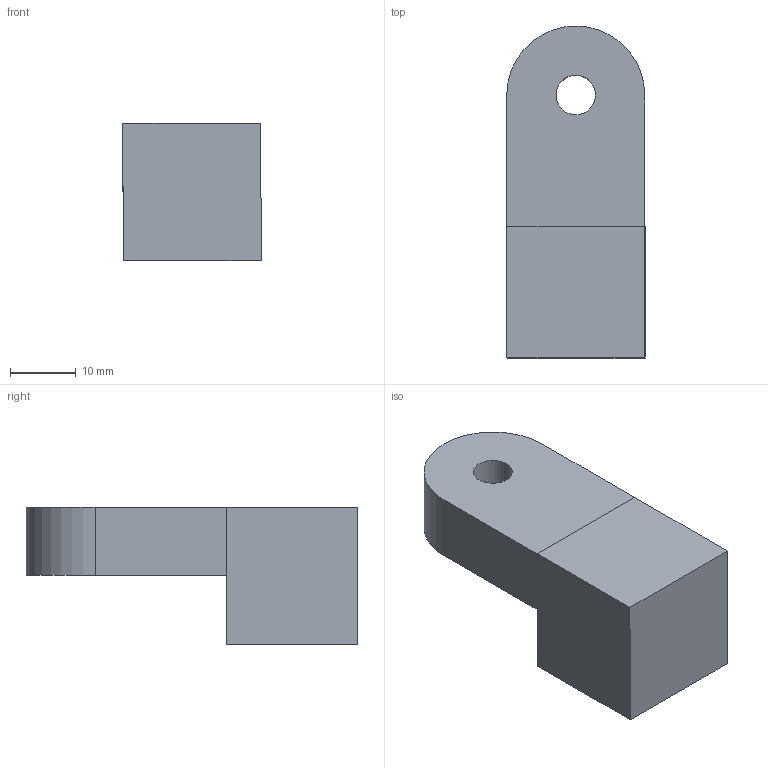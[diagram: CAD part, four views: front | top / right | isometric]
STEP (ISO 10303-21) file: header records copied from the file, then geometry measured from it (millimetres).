
FILE_DESCRIPTION(('FreeCAD Model'),'2;1');
FILE_NAME('remorque.step', '2021-03-21T16:55:19',('Author'),(''), 'Open CASCADE STEP processor 7.3','FreeCAD','Unknown');
FILE_SCHEMA(('AUTOMOTIVE_DESIGN { 1 0 10303 214 1 1 1 1 }'));
Length unit declared in the file: millimetre
Products named in the file (1): Demi-Tete_arrondie
Bounding box: 21.07 x 50.5 x 21 mm (x, y, z)
Volume: 14695 mm3; surface area: 4428.9 mm2
Topology: 1 solids, 1 shells, 13 faces, 28 edges, 17 vertices
Faces by surface type: plane 11, cylinder 2
Full cylindrical faces by diameter (mm): 6 x1
Entity records: 738 total; most frequent: CARTESIAN_POINT 121, DIRECTION 115, LINE 76, VECTOR 76, ORIENTED_EDGE 56, PCURVE 56, DEFINITIONAL_REPRESENTATION 56, EDGE_CURVE 28
